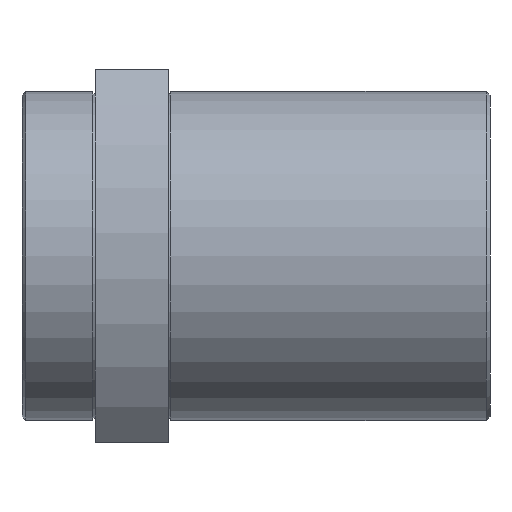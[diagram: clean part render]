
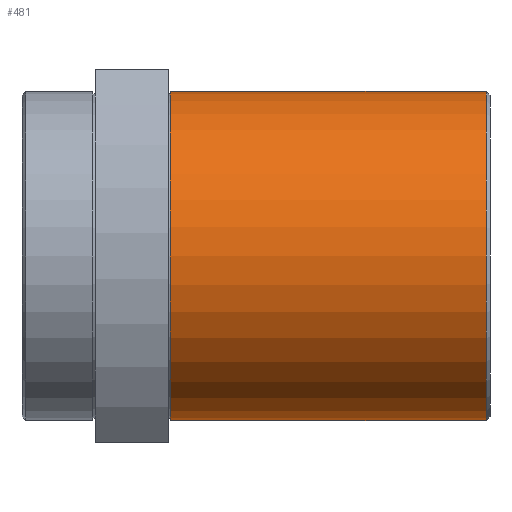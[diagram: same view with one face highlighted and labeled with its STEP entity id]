
A CAD part, front view. The second image highlights one B-rep face of the part: STEP entity #481.
In plain terms, the highlighted cylindrical face has radius 22.5 mm (diameter 45 mm), a partial arc.
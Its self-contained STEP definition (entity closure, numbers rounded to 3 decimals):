
#12 = CYLINDRICAL_SURFACE ( 'NONE', #1269, 22.5 ) ;
#171 = VERTEX_POINT ( 'NONE', #415 ) ;
#201 = CARTESIAN_POINT ( 'NONE',  ( -20.076, 0., 0. ) ) ;
#204 = DIRECTION ( 'NONE',  ( -1., 0., 0. ) ) ;
#211 = DIRECTION ( 'NONE',  ( 0., 0., 1. ) ) ;
#355 = CARTESIAN_POINT ( 'NONE',  ( 53.5, 0., 22.5 ) ) ;
#358 = CARTESIAN_POINT ( 'NONE',  ( 10.3, 0., -22.5 ) ) ;
#362 = CARTESIAN_POINT ( 'NONE',  ( 10.3, 0., 22.5 ) ) ;
#393 = VERTEX_POINT ( 'NONE', #362 ) ;
#413 = VERTEX_POINT ( 'NONE', #358 ) ;
#415 = CARTESIAN_POINT ( 'NONE',  ( 53.5, 0., -22.5 ) ) ;
#433 = VERTEX_POINT ( 'NONE', #355 ) ;
#481 = ADVANCED_FACE ( 'NONE', ( #998 ), #12, .T. ) ;
#513 = CARTESIAN_POINT ( 'NONE',  ( 10.3, 0., 0. ) ) ;
#594 = EDGE_LOOP ( 'NONE', ( #1057, #1022, #1098, #1048 ) ) ;
#910 = LINE ( 'NONE', #1561, #911 ) ;
#911 = VECTOR ( 'NONE', #1127, 1000. ) ;
#913 = CIRCLE ( 'NONE', #1349, 22.5 ) ;
#915 = LINE ( 'NONE', #1560, #916 ) ;
#916 = VECTOR ( 'NONE', #1559, 1000. ) ;
#929 = CIRCLE ( 'NONE', #1356, 22.5 ) ;
#998 = FACE_OUTER_BOUND ( 'NONE', #594, .T. ) ;
#1022 = ORIENTED_EDGE ( 'NONE', *, *, #1231, .T. ) ;
#1048 = ORIENTED_EDGE ( 'NONE', *, *, #1220, .T. ) ;
#1057 = ORIENTED_EDGE ( 'NONE', *, *, #1219, .F. ) ;
#1098 = ORIENTED_EDGE ( 'NONE', *, *, #1223, .T. ) ;
#1127 = DIRECTION ( 'NONE',  ( -1., 0., 0. ) ) ;
#1219 = EDGE_CURVE ( 'NONE', #171, #413, #910, .T. ) ;
#1220 = EDGE_CURVE ( 'NONE', #393, #413, #913, .T. ) ;
#1223 = EDGE_CURVE ( 'NONE', #433, #393, #915, .T. ) ;
#1231 = EDGE_CURVE ( 'NONE', #171, #433, #929, .T. ) ;
#1269 = AXIS2_PLACEMENT_3D ( 'NONE', #201, #204, #211 ) ;
#1349 = AXIS2_PLACEMENT_3D ( 'NONE', #513, #1542, #1547 ) ;
#1356 = AXIS2_PLACEMENT_3D ( 'NONE', #1493, #1558, #1557 ) ;
#1493 = CARTESIAN_POINT ( 'NONE',  ( 53.5, 0., 0. ) ) ;
#1542 = DIRECTION ( 'NONE',  ( 1., 0., 0. ) ) ;
#1547 = DIRECTION ( 'NONE',  ( 0., 0., -1. ) ) ;
#1557 = DIRECTION ( 'NONE',  ( 0., 0., 1. ) ) ;
#1558 = DIRECTION ( 'NONE',  ( -1., 0., 0. ) ) ;
#1559 = DIRECTION ( 'NONE',  ( -1., 0., 0. ) ) ;
#1560 = CARTESIAN_POINT ( 'NONE',  ( -20.076, 0., 22.5 ) ) ;
#1561 = CARTESIAN_POINT ( 'NONE',  ( -20.076, 0., -22.5 ) ) ;
